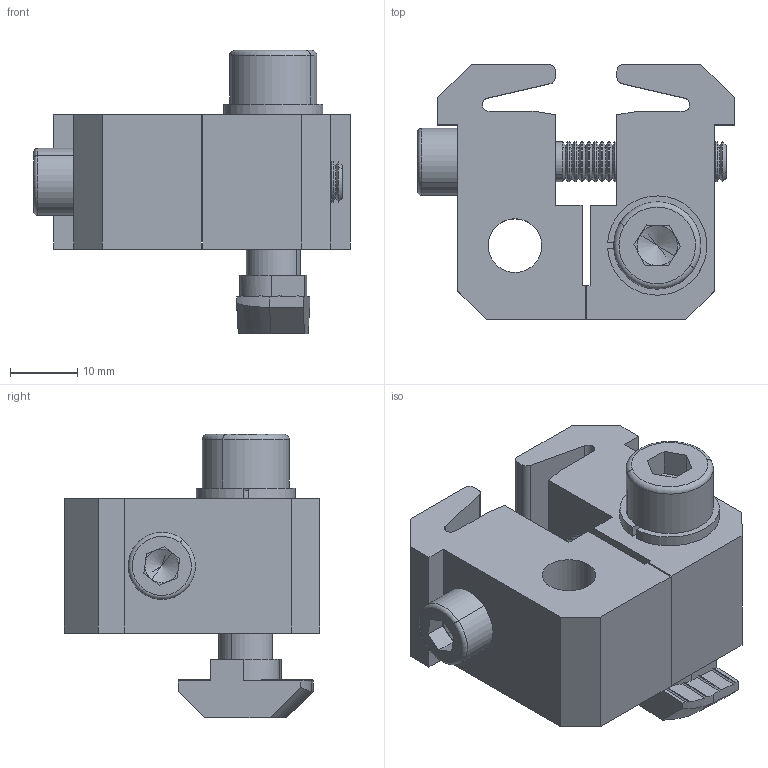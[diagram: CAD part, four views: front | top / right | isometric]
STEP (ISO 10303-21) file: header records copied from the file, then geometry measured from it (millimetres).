
FILE_DESCRIPTION (( 'STEP AP214' ), '1' );
FILE_NAME ('AL-SPS.CL40.B Çàæèì òèï B ñáîðêà.STEP', '2026-03-10T13:14:06', ( '' ), ( '' ), 'SwSTEP 2.0', 'SolidWorks 2021', '' );
FILE_SCHEMA (( 'AUTOMOTIVE_DESIGN' ));
Length unit declared in the file: millimetre
Products named in the file (6): socket head cap screw_din_DIN 912 M8 x 30 --- 30N; AL-SPS.CL40.B Çàæèì òèï B ñáîðêà; socket head cap screw_din_DIN 912 M6 x 40 --- 24S; AL-2D09.A41A.01 Ãàéêà Ò-îáðàçíàÿ ïàç 10, Ì8; Çàæèì òèï B íîâûé; AL-DIN 127 M8 ﾘ琺矜 胙魵褞浯 DIN 127 ﾌ8_Spring washer DIN 128 - A8
Assembly tree (5 placements, depth 2):
  AL-SPS.CL40.B Çàæèì òèï B ñáîðêà
    Çàæèì òèï B íîâûé
    socket head cap screw_din_DIN 912 M8 x 30 --- 30N
    AL-DIN 127 M8 ﾘ琺矜 胙魵褞浯 DIN 127 ﾌ8_Spring washer DIN 128 - A8
    AL-2D09.A41A.01 Ãàéêà Ò-îáðàçíàÿ ïàç 10, Ì8
    socket head cap screw_din_DIN 912 M6 x 40 --- 24S
Bounding box: 47.2 x 38 x 42.21 mm (x, y, z)
Volume: 25653.6 mm3; surface area: 12872 mm2
Topology: 6 solids, 6 shells, 308 faces, 804 edges, 508 vertices
Faces by surface type: plane 106, cone 104, cylinder 88, torus 10
Entity records: 9831 total; most frequent: CARTESIAN_POINT 1804, DIRECTION 1748, ORIENTED_EDGE 1600, EDGE_CURVE 800, AXIS2_PLACEMENT_3D 664, VERTEX_POINT 508, VECTOR 420, LINE 420
